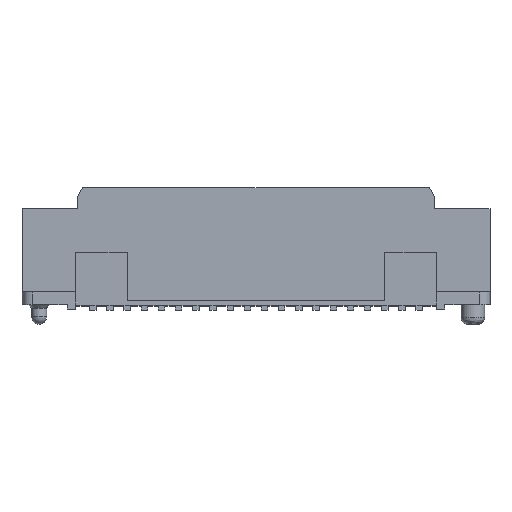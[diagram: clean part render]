
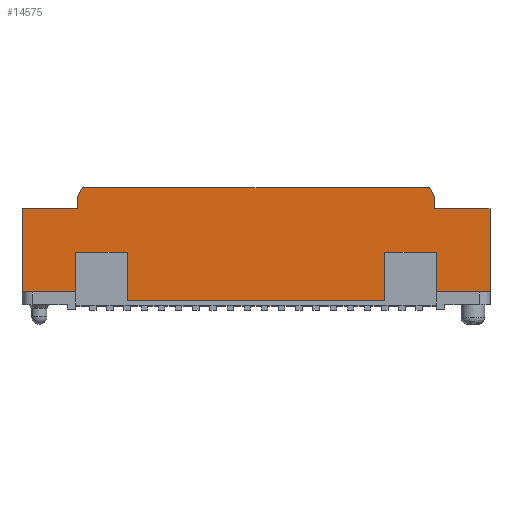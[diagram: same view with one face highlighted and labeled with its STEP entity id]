
A CAD part, top view. The second image highlights one B-rep face of the part: STEP entity #14575.
In plain terms, the highlighted planar face has unit normal (0, 0, 1).
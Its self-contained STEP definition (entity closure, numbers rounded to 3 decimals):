
#262=DIRECTION('',(0.,1.,0.));
#263=VECTOR('',#262,3.88);
#264=CARTESIAN_POINT('',(-10.9,0.8,2.5));
#265=LINE('13431',#264,#263);
#375=DIRECTION('',(1.,0.,0.));
#376=VECTOR('',#375,2.5);
#377=CARTESIAN_POINT('',(-10.9,0.8,2.5));
#378=LINE('13430',#377,#376);
#383=DIRECTION('',(0.,1.,0.));
#384=VECTOR('',#383,1.85);
#385=CARTESIAN_POINT('',(-8.4,0.8,2.5));
#386=LINE('13429',#385,#384);
#407=DIRECTION('',(-0.5,-0.866,0.));
#408=VECTOR('',#407,0.5);
#409=CARTESIAN_POINT('',(-8.075,5.65,2.5));
#410=LINE('13434',#409,#408);
#411=DIRECTION('',(-0.5,0.866,0.));
#412=VECTOR('',#411,0.5);
#413=CARTESIAN_POINT('',(8.325,5.217,2.5));
#414=LINE('13436',#413,#412);
#415=DIRECTION('',(0.,-1.,0.));
#416=VECTOR('',#415,3.88);
#417=CARTESIAN_POINT('',(10.9,4.68,2.5));
#418=LINE('13419',#417,#416);
#419=DIRECTION('',(-1.,0.,0.));
#420=VECTOR('',#419,12.);
#421=CARTESIAN_POINT('',(6.,0.4,2.5));
#422=LINE('13426',#421,#420);
#427=DIRECTION('',(0.,1.,0.));
#428=VECTOR('',#427,2.25);
#429=CARTESIAN_POINT('',(6.,0.4,2.5));
#430=LINE('13442',#429,#428);
#431=DIRECTION('',(1.,0.,0.));
#432=VECTOR('',#431,2.4);
#433=CARTESIAN_POINT('',(6.,2.65,2.5));
#434=LINE('13441',#433,#432);
#443=DIRECTION('',(0.,-1.,0.));
#444=VECTOR('',#443,1.85);
#445=CARTESIAN_POINT('',(8.4,2.65,2.5));
#446=LINE('13440',#445,#444);
#820=DIRECTION('',(1.,0.,0.));
#821=VECTOR('',#820,2.5);
#822=CARTESIAN_POINT('',(8.4,0.8,2.5));
#823=LINE('13439',#822,#821);
#857=DIRECTION('',(1.,0.,0.));
#858=VECTOR('',#857,2.575);
#859=CARTESIAN_POINT('',(8.325,4.68,2.5));
#860=LINE('13438',#859,#858);
#1105=DIRECTION('',(0.,-1.,0.));
#1106=VECTOR('',#1105,0.537);
#1107=CARTESIAN_POINT('',(8.325,5.217,2.5));
#1108=LINE('13437',#1107,#1106);
#1141=DIRECTION('',(1.,0.,0.));
#1142=VECTOR('',#1141,16.15);
#1143=CARTESIAN_POINT('',(-8.075,5.65,2.5));
#1144=LINE('13435',#1143,#1142);
#1157=DIRECTION('',(0.,1.,0.));
#1158=VECTOR('',#1157,0.537);
#1159=CARTESIAN_POINT('',(-8.325,4.68,2.5));
#1160=LINE('13433',#1159,#1158);
#1165=DIRECTION('',(1.,0.,0.));
#1166=VECTOR('',#1165,2.575);
#1167=CARTESIAN_POINT('',(-10.9,4.68,2.5));
#1168=LINE('13432',#1167,#1166);
#6669=DIRECTION('',(0.,-1.,0.));
#6670=VECTOR('',#6669,2.25);
#6671=CARTESIAN_POINT('',(-6.,2.65,2.5));
#6672=LINE('13427',#6671,#6670);
#6673=DIRECTION('',(1.,0.,0.));
#6674=VECTOR('',#6673,2.4);
#6675=CARTESIAN_POINT('',(-8.4,2.65,2.5));
#6676=LINE('13428',#6675,#6674);
#10850=CARTESIAN_POINT('',(10.9,0.8,2.5));
#10851=VERTEX_POINT('',#10850);
#10866=CARTESIAN_POINT('',(10.9,4.68,2.5));
#10867=VERTEX_POINT('',#10866);
#10876=CARTESIAN_POINT('',(6.,0.4,2.5));
#10877=CARTESIAN_POINT('',(-6.,0.4,2.5));
#10878=VERTEX_POINT('',#10876);
#10879=VERTEX_POINT('',#10877);
#10880=CARTESIAN_POINT('',(-6.,2.65,2.5));
#10881=VERTEX_POINT('',#10880);
#10882=CARTESIAN_POINT('',(-8.4,2.65,2.5));
#10883=VERTEX_POINT('',#10882);
#10884=CARTESIAN_POINT('',(-8.4,0.8,2.5));
#10885=VERTEX_POINT('',#10884);
#10886=CARTESIAN_POINT('',(-10.9,0.8,2.5));
#10887=VERTEX_POINT('',#10886);
#10888=CARTESIAN_POINT('',(-10.9,4.68,2.5));
#10889=VERTEX_POINT('',#10888);
#10890=CARTESIAN_POINT('',(-8.325,4.68,2.5));
#10891=VERTEX_POINT('',#10890);
#10892=CARTESIAN_POINT('',(-8.325,5.217,2.5));
#10893=VERTEX_POINT('',#10892);
#10894=CARTESIAN_POINT('',(-8.075,5.65,2.5));
#10895=VERTEX_POINT('',#10894);
#10896=CARTESIAN_POINT('',(8.075,5.65,2.5));
#10897=VERTEX_POINT('',#10896);
#10898=CARTESIAN_POINT('',(8.325,5.217,2.5));
#10899=VERTEX_POINT('',#10898);
#10900=CARTESIAN_POINT('',(8.325,4.68,2.5));
#10901=VERTEX_POINT('',#10900);
#10902=CARTESIAN_POINT('',(8.4,0.8,2.5));
#10903=VERTEX_POINT('',#10902);
#10904=CARTESIAN_POINT('',(8.4,2.65,2.5));
#10905=VERTEX_POINT('',#10904);
#10906=CARTESIAN_POINT('',(6.,2.65,2.5));
#10907=VERTEX_POINT('',#10906);
#14535=CARTESIAN_POINT('',(0.,3.025,2.5));
#14536=DIRECTION('',(0.,0.,1.));
#14537=DIRECTION('',(1.,0.,0.));
#14538=AXIS2_PLACEMENT_3D('',#14535,#14536,#14537);
#14539=PLANE('12453',#14538);
#14541=ORIENTED_EDGE('13426',*,*,#14540,.T.);
#14543=ORIENTED_EDGE('13427',*,*,#14542,.F.);
#14545=ORIENTED_EDGE('13428',*,*,#14544,.F.);
#14546=ORIENTED_EDGE('13429',*,*,#14505,.F.);
#14547=ORIENTED_EDGE('13430',*,*,#14487,.F.);
#14548=ORIENTED_EDGE('13431',*,*,#14289,.T.);
#14550=ORIENTED_EDGE('13432',*,*,#14549,.T.);
#14552=ORIENTED_EDGE('13433',*,*,#14551,.T.);
#14554=ORIENTED_EDGE('13434',*,*,#14553,.F.);
#14556=ORIENTED_EDGE('13435',*,*,#14555,.T.);
#14558=ORIENTED_EDGE('13436',*,*,#14557,.F.);
#14560=ORIENTED_EDGE('13437',*,*,#14559,.T.);
#14562=ORIENTED_EDGE('13438',*,*,#14561,.T.);
#14564=ORIENTED_EDGE('13419',*,*,#14563,.T.);
#14566=ORIENTED_EDGE('13439',*,*,#14565,.F.);
#14568=ORIENTED_EDGE('13440',*,*,#14567,.F.);
#14570=ORIENTED_EDGE('13441',*,*,#14569,.F.);
#14572=ORIENTED_EDGE('13442',*,*,#14571,.F.);
#14573=EDGE_LOOP('12453',(#14541,#14543,#14545,#14546,#14547,#14548,#14550,
#14552,#14554,#14556,#14558,#14560,#14562,#14564,#14566,#14568,#14570,#14572));
#14574=FACE_OUTER_BOUND('12453',#14573,.F.);
#14289=EDGE_CURVE('13431',#10887,#10889,#265,.T.);
#14487=EDGE_CURVE('13430',#10887,#10885,#378,.T.);
#14505=EDGE_CURVE('13429',#10885,#10883,#386,.T.);
#14540=EDGE_CURVE('13426',#10878,#10879,#422,.T.);
#14542=EDGE_CURVE('13427',#10881,#10879,#6672,.T.);
#14544=EDGE_CURVE('13428',#10883,#10881,#6676,.T.);
#14549=EDGE_CURVE('13432',#10889,#10891,#1168,.T.);
#14551=EDGE_CURVE('13433',#10891,#10893,#1160,.T.);
#14553=EDGE_CURVE('13434',#10895,#10893,#410,.T.);
#14555=EDGE_CURVE('13435',#10895,#10897,#1144,.T.);
#14557=EDGE_CURVE('13436',#10899,#10897,#414,.T.);
#14559=EDGE_CURVE('13437',#10899,#10901,#1108,.T.);
#14561=EDGE_CURVE('13438',#10901,#10867,#860,.T.);
#14563=EDGE_CURVE('13419',#10867,#10851,#418,.T.);
#14565=EDGE_CURVE('13439',#10903,#10851,#823,.T.);
#14567=EDGE_CURVE('13440',#10905,#10903,#446,.T.);
#14569=EDGE_CURVE('13441',#10907,#10905,#434,.T.);
#14571=EDGE_CURVE('13442',#10878,#10907,#430,.T.);
#14575=ADVANCED_FACE('12453',(#14574),#14539,.T.);
